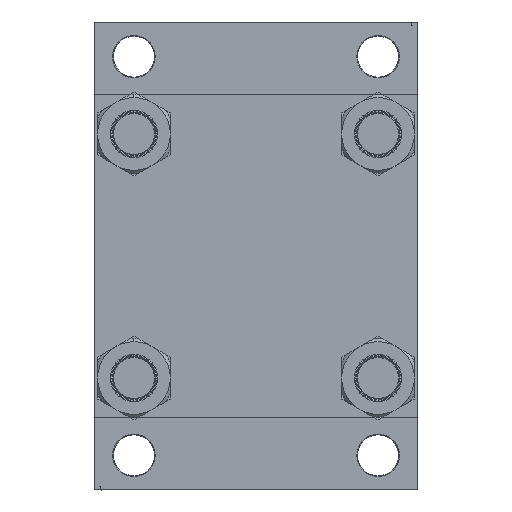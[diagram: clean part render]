
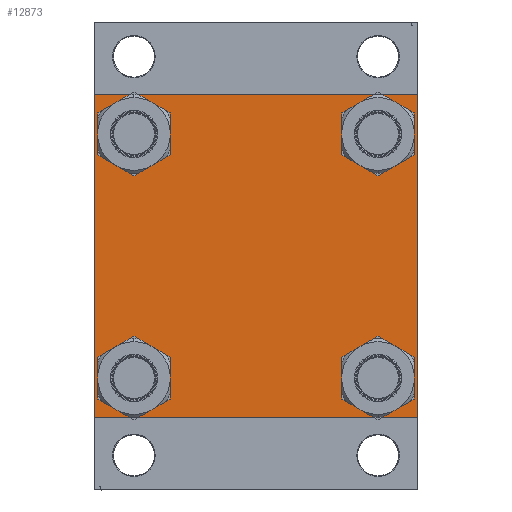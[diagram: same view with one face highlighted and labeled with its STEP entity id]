
A CAD part, left-side view. The second image highlights one B-rep face of the part: STEP entity #12873.
In plain terms, the highlighted planar face has unit normal (-1, 0, 0).
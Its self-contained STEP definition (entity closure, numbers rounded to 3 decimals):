
#116 = CIRCLE ( 'NONE', #4783, 14. ) ;
#181 = LINE ( 'NONE', #11882, #45035 ) ;
#213 = DIRECTION ( 'NONE',  ( 1., 0., 0. ) ) ;
#215 = VECTOR ( 'NONE', #47519, 1000. ) ;
#261 = EDGE_CURVE ( 'NONE', #34667, #3747, #30545, .T. ) ;
#1292 = VERTEX_POINT ( 'NONE', #10048 ) ;
#2002 = DIRECTION ( 'NONE',  ( 0., 0., 1. ) ) ;
#2551 = VERTEX_POINT ( 'NONE', #6353 ) ;
#2778 = EDGE_CURVE ( 'NONE', #2551, #7437, #45237, .T. ) ;
#3240 = CARTESIAN_POINT ( 'NONE',  ( 0., -102.25, 102.25 ) ) ;
#3243 = LINE ( 'NONE', #11509, #40191 ) ;
#3355 = FACE_OUTER_BOUND ( 'NONE', #48177, .T. ) ;
#3587 = CIRCLE ( 'NONE', #8246, 14. ) ;
#3747 = VERTEX_POINT ( 'NONE', #13623 ) ;
#3857 = VERTEX_POINT ( 'NONE', #16813 ) ;
#4053 = AXIS2_PLACEMENT_3D ( 'NONE', #48083, #213, #44894 ) ;
#4643 = DIRECTION ( 'NONE',  ( 0., 0., 1. ) ) ;
#4783 = AXIS2_PLACEMENT_3D ( 'NONE', #39516, #47077, #31464 ) ;
#5105 = CARTESIAN_POINT ( 'NONE',  ( 0., -77.45, 77.45 ) ) ;
#5596 = EDGE_LOOP ( 'NONE', ( #15448, #30466 ) ) ;
#5633 = CARTESIAN_POINT ( 'NONE',  ( 0., 77.45, 63.45 ) ) ;
#5659 = CARTESIAN_POINT ( 'NONE',  ( 0., 77.45, -77.45 ) ) ;
#6016 = CARTESIAN_POINT ( 'NONE',  ( 0., -77.45, 77.45 ) ) ;
#6101 = DIRECTION ( 'NONE',  ( 0., -0.707, 0.707 ) ) ;
#6337 = AXIS2_PLACEMENT_3D ( 'NONE', #14800, #21430, #21669 ) ;
#6353 = CARTESIAN_POINT ( 'NONE',  ( 0., -77.45, 63.45 ) ) ;
#6523 = FACE_BOUND ( 'NONE', #36596, .T. ) ;
#6580 = DIRECTION ( 'NONE',  ( 0., 0., 1. ) ) ;
#6907 = EDGE_CURVE ( 'NONE', #32740, #9710, #41345, .T. ) ;
#6982 = VERTEX_POINT ( 'NONE', #17980 ) ;
#6999 = FACE_BOUND ( 'NONE', #47262, .T. ) ;
#7437 = VERTEX_POINT ( 'NONE', #26455 ) ;
#7544 = CIRCLE ( 'NONE', #41868, 14. ) ;
#7733 = ORIENTED_EDGE ( 'NONE', *, *, #9614, .T. ) ;
#7949 = CARTESIAN_POINT ( 'NONE',  ( 0., 102.5, -102. ) ) ;
#8246 = AXIS2_PLACEMENT_3D ( 'NONE', #6016, #39723, #9187 ) ;
#8609 = AXIS2_PLACEMENT_3D ( 'NONE', #5105, #15366, #12654 ) ;
#8756 = ORIENTED_EDGE ( 'NONE', *, *, #26000, .T. ) ;
#9187 = DIRECTION ( 'NONE',  ( 0., 0., 1. ) ) ;
#9268 = CARTESIAN_POINT ( 'NONE',  ( 0., -102.25, -102.25 ) ) ;
#9575 = ORIENTED_EDGE ( 'NONE', *, *, #25136, .T. ) ;
#9594 = ORIENTED_EDGE ( 'NONE', *, *, #24811, .T. ) ;
#9614 = EDGE_CURVE ( 'NONE', #30898, #25181, #31318, .T. ) ;
#9710 = VERTEX_POINT ( 'NONE', #23638 ) ;
#10048 = CARTESIAN_POINT ( 'NONE',  ( 0., 102., 102.5 ) ) ;
#10453 = EDGE_CURVE ( 'NONE', #9710, #32740, #40731, .T. ) ;
#11281 = DIRECTION ( 'NONE',  ( 0., 0., 1. ) ) ;
#11509 = CARTESIAN_POINT ( 'NONE',  ( 0., 102.25, 102.25 ) ) ;
#11882 = CARTESIAN_POINT ( 'NONE',  ( 0., 102.25, -102.25 ) ) ;
#12654 = DIRECTION ( 'NONE',  ( 0., 0., 1. ) ) ;
#12804 = EDGE_CURVE ( 'NONE', #46025, #24639, #116, .T. ) ;
#12873 = ADVANCED_FACE ( 'NONE', ( #6523, #6999, #25098, #43900, #3355 ), #39991, .T. ) ;
#12926 = LINE ( 'NONE', #47121, #22301 ) ;
#13424 = DIRECTION ( 'NONE',  ( 1., 0., 0. ) ) ;
#13623 = CARTESIAN_POINT ( 'NONE',  ( 0., -102.5, -102. ) ) ;
#14693 = CARTESIAN_POINT ( 'NONE',  ( 0., 77.45, -91.45 ) ) ;
#14800 = CARTESIAN_POINT ( 'NONE',  ( 0., 0., 0. ) ) ;
#15366 = DIRECTION ( 'NONE',  ( 1., 0., 0. ) ) ;
#15448 = ORIENTED_EDGE ( 'NONE', *, *, #12804, .T. ) ;
#15583 = CARTESIAN_POINT ( 'NONE',  ( 0., 77.45, -63.45 ) ) ;
#15957 = EDGE_CURVE ( 'NONE', #6982, #38730, #36031, .T. ) ;
#16748 = CARTESIAN_POINT ( 'NONE',  ( 0., 102.5, -102.5 ) ) ;
#16813 = CARTESIAN_POINT ( 'NONE',  ( 0., -102., 102.5 ) ) ;
#17183 = ORIENTED_EDGE ( 'NONE', *, *, #44639, .T. ) ;
#17980 = CARTESIAN_POINT ( 'NONE',  ( 0., 102.5, 102. ) ) ;
#18927 = ORIENTED_EDGE ( 'NONE', *, *, #15957, .T. ) ;
#20148 = ORIENTED_EDGE ( 'NONE', *, *, #10453, .T. ) ;
#20294 = AXIS2_PLACEMENT_3D ( 'NONE', #23916, #23681, #4643 ) ;
#20663 = LINE ( 'NONE', #16748, #29244 ) ;
#21247 = LINE ( 'NONE', #9268, #28768 ) ;
#21430 = DIRECTION ( 'NONE',  ( -1., 0., 0. ) ) ;
#21669 = DIRECTION ( 'NONE',  ( 0., 0., 1. ) ) ;
#22301 = VECTOR ( 'NONE', #31748, 1000. ) ;
#22551 = VECTOR ( 'NONE', #36679, 1000. ) ;
#23322 = CARTESIAN_POINT ( 'NONE',  ( 0., -77.45, -63.45 ) ) ;
#23638 = CARTESIAN_POINT ( 'NONE',  ( 0., -77.45, -91.45 ) ) ;
#23681 = DIRECTION ( 'NONE',  ( 1., 0., 0. ) ) ;
#23916 = CARTESIAN_POINT ( 'NONE',  ( 0., -77.45, -77.45 ) ) ;
#24639 = VERTEX_POINT ( 'NONE', #5633 ) ;
#24811 = EDGE_CURVE ( 'NONE', #25852, #45248, #20663, .T. ) ;
#25014 = VECTOR ( 'NONE', #26401, 1000. ) ;
#25098 = FACE_BOUND ( 'NONE', #30532, .T. ) ;
#25136 = EDGE_CURVE ( 'NONE', #1292, #6982, #3243, .T. ) ;
#25181 = VERTEX_POINT ( 'NONE', #14693 ) ;
#25852 = VERTEX_POINT ( 'NONE', #26565 ) ;
#26000 = EDGE_CURVE ( 'NONE', #7437, #2551, #3587, .T. ) ;
#26205 = ORIENTED_EDGE ( 'NONE', *, *, #48245, .T. ) ;
#26401 = DIRECTION ( 'NONE',  ( 0., 0., -1. ) ) ;
#26455 = CARTESIAN_POINT ( 'NONE',  ( 0., -77.45, 91.45 ) ) ;
#26564 = EDGE_CURVE ( 'NONE', #1292, #3857, #12926, .T. ) ;
#26565 = CARTESIAN_POINT ( 'NONE',  ( 0., 102., -102.5 ) ) ;
#26853 = AXIS2_PLACEMENT_3D ( 'NONE', #5659, #35445, #2002 ) ;
#28768 = VECTOR ( 'NONE', #6101, 1000. ) ;
#29046 = EDGE_CURVE ( 'NONE', #24639, #46025, #7544, .T. ) ;
#29244 = VECTOR ( 'NONE', #35556, 1000. ) ;
#30181 = ORIENTED_EDGE ( 'NONE', *, *, #6907, .T. ) ;
#30466 = ORIENTED_EDGE ( 'NONE', *, *, #29046, .T. ) ;
#30532 = EDGE_LOOP ( 'NONE', ( #7733, #37746 ) ) ;
#30545 = LINE ( 'NONE', #45446, #25014 ) ;
#30898 = VERTEX_POINT ( 'NONE', #15583 ) ;
#31318 = CIRCLE ( 'NONE', #42233, 14. ) ;
#31464 = DIRECTION ( 'NONE',  ( 0., 0., 1. ) ) ;
#31748 = DIRECTION ( 'NONE',  ( 0., -1., 0. ) ) ;
#32740 = VERTEX_POINT ( 'NONE', #23322 ) ;
#33120 = EDGE_CURVE ( 'NONE', #25181, #30898, #34622, .T. ) ;
#33504 = CARTESIAN_POINT ( 'NONE',  ( 0., -102., -102.5 ) ) ;
#34070 = ORIENTED_EDGE ( 'NONE', *, *, #261, .F. ) ;
#34622 = CIRCLE ( 'NONE', #26853, 14. ) ;
#34667 = VERTEX_POINT ( 'NONE', #39013 ) ;
#35445 = DIRECTION ( 'NONE',  ( 1., 0., 0. ) ) ;
#35556 = DIRECTION ( 'NONE',  ( 0., -1., 0. ) ) ;
#35727 = ORIENTED_EDGE ( 'NONE', *, *, #46227, .T. ) ;
#36031 = LINE ( 'NONE', #47274, #215 ) ;
#36596 = EDGE_LOOP ( 'NONE', ( #8756, #41101 ) ) ;
#36679 = DIRECTION ( 'NONE',  ( 0., 0.707, 0.707 ) ) ;
#36708 = DIRECTION ( 'NONE',  ( 1., 0., 0. ) ) ;
#36922 = DIRECTION ( 'NONE',  ( 0., 0.707, -0.707 ) ) ;
#37746 = ORIENTED_EDGE ( 'NONE', *, *, #33120, .T. ) ;
#38730 = VERTEX_POINT ( 'NONE', #7949 ) ;
#39013 = CARTESIAN_POINT ( 'NONE',  ( 0., -102.5, 102. ) ) ;
#39516 = CARTESIAN_POINT ( 'NONE',  ( 0., 77.45, 77.45 ) ) ;
#39723 = DIRECTION ( 'NONE',  ( 1., 0., 0. ) ) ;
#39991 = PLANE ( 'NONE',  #6337 ) ;
#40191 = VECTOR ( 'NONE', #36922, 1000. ) ;
#40350 = LINE ( 'NONE', #3240, #22551 ) ;
#40731 = CIRCLE ( 'NONE', #4053, 14. ) ;
#41101 = ORIENTED_EDGE ( 'NONE', *, *, #2778, .T. ) ;
#41345 = CIRCLE ( 'NONE', #20294, 14. ) ;
#41868 = AXIS2_PLACEMENT_3D ( 'NONE', #47720, #36708, #11281 ) ;
#42187 = ORIENTED_EDGE ( 'NONE', *, *, #26564, .F. ) ;
#42233 = AXIS2_PLACEMENT_3D ( 'NONE', #47381, #13424, #6580 ) ;
#43900 = FACE_BOUND ( 'NONE', #5596, .T. ) ;
#44639 = EDGE_CURVE ( 'NONE', #38730, #25852, #181, .T. ) ;
#44863 = DIRECTION ( 'NONE',  ( 0., -0.707, -0.707 ) ) ;
#44894 = DIRECTION ( 'NONE',  ( 0., 0., 1. ) ) ;
#45035 = VECTOR ( 'NONE', #44863, 1000. ) ;
#45237 = CIRCLE ( 'NONE', #8609, 14. ) ;
#45248 = VERTEX_POINT ( 'NONE', #33504 ) ;
#45446 = CARTESIAN_POINT ( 'NONE',  ( 0., -102.5, 102.5 ) ) ;
#46025 = VERTEX_POINT ( 'NONE', #47220 ) ;
#46227 = EDGE_CURVE ( 'NONE', #45248, #3747, #21247, .T. ) ;
#47077 = DIRECTION ( 'NONE',  ( 1., 0., 0. ) ) ;
#47121 = CARTESIAN_POINT ( 'NONE',  ( 0., 102.5, 102.5 ) ) ;
#47220 = CARTESIAN_POINT ( 'NONE',  ( 0., 77.45, 91.45 ) ) ;
#47262 = EDGE_LOOP ( 'NONE', ( #30181, #20148 ) ) ;
#47274 = CARTESIAN_POINT ( 'NONE',  ( 0., 102.5, 102.5 ) ) ;
#47381 = CARTESIAN_POINT ( 'NONE',  ( 0., 77.45, -77.45 ) ) ;
#47519 = DIRECTION ( 'NONE',  ( 0., 0., -1. ) ) ;
#47720 = CARTESIAN_POINT ( 'NONE',  ( 0., 77.45, 77.45 ) ) ;
#48083 = CARTESIAN_POINT ( 'NONE',  ( 0., -77.45, -77.45 ) ) ;
#48177 = EDGE_LOOP ( 'NONE', ( #18927, #17183, #9594, #35727, #34070, #26205, #42187, #9575 ) ) ;
#48245 = EDGE_CURVE ( 'NONE', #34667, #3857, #40350, .T. ) ;
